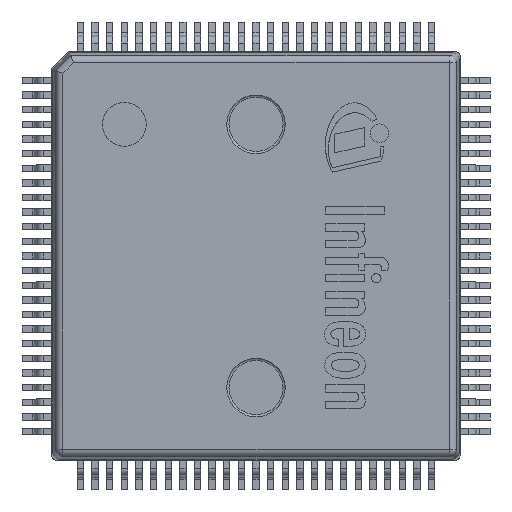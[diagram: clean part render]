
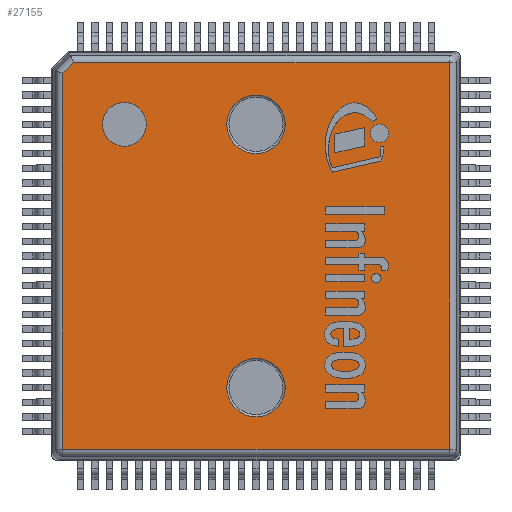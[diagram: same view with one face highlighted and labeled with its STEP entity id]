
A CAD part, top view. The second image highlights one B-rep face of the part: STEP entity #27155.
In plain terms, the highlighted planar face has unit normal (0, 0, 1).
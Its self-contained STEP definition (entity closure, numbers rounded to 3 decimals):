
#44=FACE_BOUND('',#3468,.T.);
#45=FACE_BOUND('',#3469,.T.);
#46=FACE_BOUND('',#3470,.T.);
#229=CIRCLE('',#28869,0.75);
#230=CIRCLE('',#28870,1.);
#231=CIRCLE('',#28871,1.);
#1864=FACE_OUTER_BOUND('',#3467,.T.);
#3467=EDGE_LOOP('',(#18386,#18387,#18388,#18389,#18390));
#3468=EDGE_LOOP('',(#18391));
#3469=EDGE_LOOP('',(#18392));
#3470=EDGE_LOOP('',(#18393));
#5068=LINE('',#40540,#8112);
#5072=LINE('',#40557,#8116);
#5075=LINE('',#40565,#8119);
#5079=LINE('',#40575,#8123);
#5081=LINE('',#40580,#8125);
#8112=VECTOR('',#31525,1.);
#8116=VECTOR('',#31545,1.);
#8119=VECTOR('',#31554,1.);
#8123=VECTOR('',#31564,1.);
#8125=VECTOR('',#31570,1.);
#11212=VERTEX_POINT('',#40523);
#11215=VERTEX_POINT('',#40530);
#11219=VERTEX_POINT('',#40539);
#11222=VERTEX_POINT('',#40549);
#11229=VERTEX_POINT('',#40574);
#11233=VERTEX_POINT('',#40596);
#11234=VERTEX_POINT('',#40598);
#11235=VERTEX_POINT('',#40600);
#14005=EDGE_CURVE('',#11215,#11219,#5068,.T.);
#14014=EDGE_CURVE('',#11222,#11215,#5072,.T.);
#14018=EDGE_CURVE('',#11212,#11222,#5075,.T.);
#14023=EDGE_CURVE('',#11229,#11212,#5079,.T.);
#14026=EDGE_CURVE('',#11219,#11229,#5081,.T.);
#14035=EDGE_CURVE('',#11233,#11233,#229,.T.);
#14036=EDGE_CURVE('',#11234,#11234,#230,.T.);
#14037=EDGE_CURVE('',#11235,#11235,#231,.T.);
#18386=ORIENTED_EDGE('',*,*,#14005,.F.);
#18387=ORIENTED_EDGE('',*,*,#14014,.F.);
#18388=ORIENTED_EDGE('',*,*,#14018,.F.);
#18389=ORIENTED_EDGE('',*,*,#14023,.F.);
#18390=ORIENTED_EDGE('',*,*,#14026,.F.);
#18391=ORIENTED_EDGE('',*,*,#14035,.T.);
#18392=ORIENTED_EDGE('',*,*,#14036,.T.);
#18393=ORIENTED_EDGE('',*,*,#14037,.T.);
#25982=PLANE('',#28868);
#27155=ADVANCED_FACE('',(#1864,#44,#45,#46),#25982,.T.);
#28868=AXIS2_PLACEMENT_3D('',#40595,#31587,#31588);
#28869=AXIS2_PLACEMENT_3D('',#40597,#31589,#31590);
#28870=AXIS2_PLACEMENT_3D('',#40599,#31591,#31592);
#28871=AXIS2_PLACEMENT_3D('',#40601,#31593,#31594);
#31525=DIRECTION('',(0.,1.,0.));
#31545=DIRECTION('',(-1.,0.,0.));
#31554=DIRECTION('',(0.,-1.,0.));
#31564=DIRECTION('',(1.,0.,0.));
#31570=DIRECTION('',(0.707,0.707,0.));
#31587=DIRECTION('center_axis',(0.,0.,1.));
#31588=DIRECTION('ref_axis',(0.,-1.,0.));
#31589=DIRECTION('center_axis',(0.,0.,-1.));
#31590=DIRECTION('ref_axis',(-1.,0.,0.));
#31591=DIRECTION('center_axis',(0.,0.,-1.));
#31592=DIRECTION('ref_axis',(0.,1.,0.));
#31593=DIRECTION('center_axis',(0.,0.,-1.));
#31594=DIRECTION('ref_axis',(0.,1.,0.));
#40523=CARTESIAN_POINT('',(6.609,6.609,1.6));
#40530=CARTESIAN_POINT('',(-6.609,-6.609,1.6));
#40539=CARTESIAN_POINT('',(-6.609,6.238,1.6));
#40540=CARTESIAN_POINT('',(-6.609,-3.497,1.6));
#40549=CARTESIAN_POINT('',(6.609,-6.609,1.6));
#40557=CARTESIAN_POINT('',(3.497,-6.609,1.6));
#40565=CARTESIAN_POINT('',(6.609,3.453,1.6));
#40574=CARTESIAN_POINT('',(-6.238,6.609,1.6));
#40575=CARTESIAN_POINT('',(-3.168,6.609,1.6));
#40580=CARTESIAN_POINT('',(-6.566,6.281,1.6));
#40595=CARTESIAN_POINT('Origin',(0.043,-0.043,
1.6));
#40596=CARTESIAN_POINT('',(-3.75,4.5,1.6));
#40597=CARTESIAN_POINT('Origin',(-4.5,4.5,1.6));
#40598=CARTESIAN_POINT('',(0.,-5.5,1.6));
#40599=CARTESIAN_POINT('Origin',(0.,-4.5,
1.6));
#40600=CARTESIAN_POINT('',(0.,3.5,1.6));
#40601=CARTESIAN_POINT('Origin',(0.,4.5,1.6));
